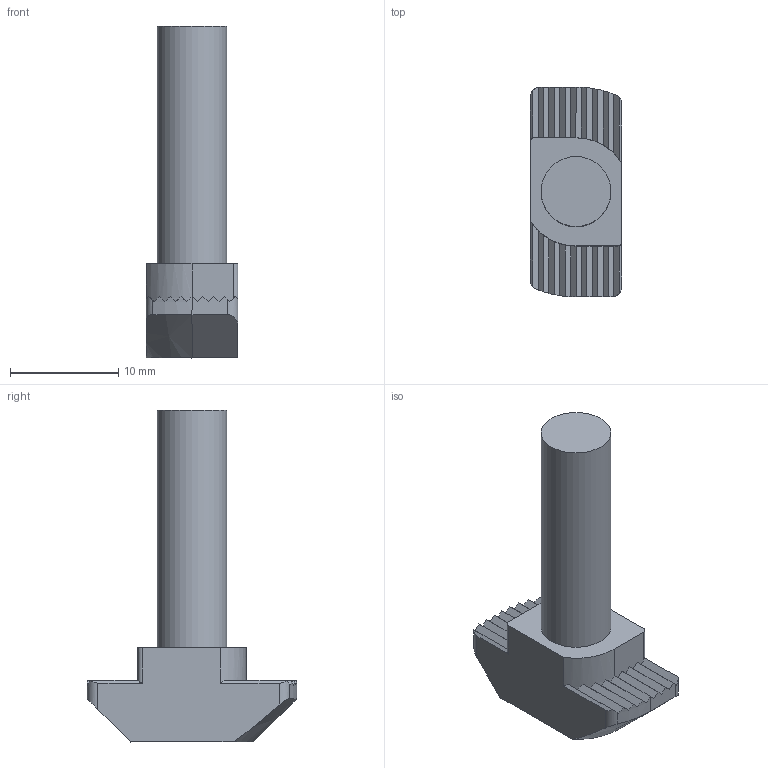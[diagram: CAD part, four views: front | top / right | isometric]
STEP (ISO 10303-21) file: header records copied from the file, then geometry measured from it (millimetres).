
FILE_DESCRIPTION(/* description */ (''),/* implementation_level */ '2;1');
FILE_NAME(/* name */ '120210',/* time_stamp */ '2014-08-28T16:50:12+02:00',/* author */ (''),/* organization */ (''),/* preprocessor_version */ 'ST-DEVELOPER v14',/* originating_system */ 'HiCAD 2013 1802.4 Build 509',/* authorisation */ '');
FILE_SCHEMA (('AUTOMOTIVE_DESIGN { 1 0 10303 214 1 1 1 1 }'));
Length unit declared in the file: millimetre
Products named in the file (2): Root; 120210 - Hamerkopbout M8 x 25 BOIKON
Assembly tree (1 placements, depth 2):
  Root
    120210 - Hamerkopbout M8 x 25 BOIKON
Bounding box: 8.5 x 19.4 x 30.7 mm (x, y, z)
Volume: 1723.2 mm3; surface area: 1132 mm2
Topology: 1 solids, 1 shells, 60 faces, 166 edges, 111 vertices
Faces by surface type: plane 47, cylinder 11, cone 2
Full cylindrical faces by diameter (mm): 6.466 x1
Entity records: 3330 total; most frequent: CARTESIAN_POINT 402, DIRECTION 348, PRESENTATION_STYLE_ASSIGNMENT 329, DRAUGHTING_PRE_DEFINED_CURVE_FONT 328, CURVE_STYLE 328, OVER_RIDING_STYLED_ITEM 328, ORIENTED_EDGE 328, EDGE_CURVE 164
